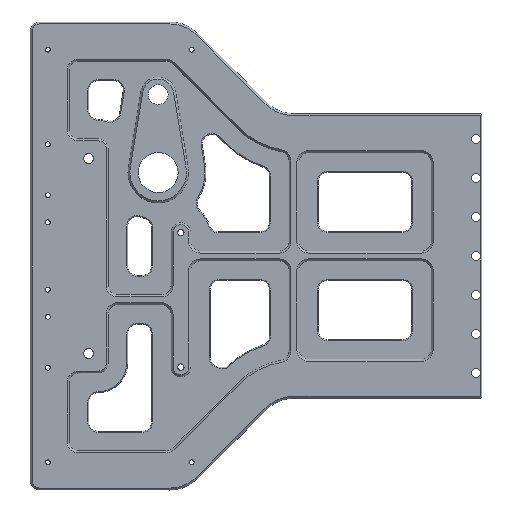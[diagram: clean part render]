
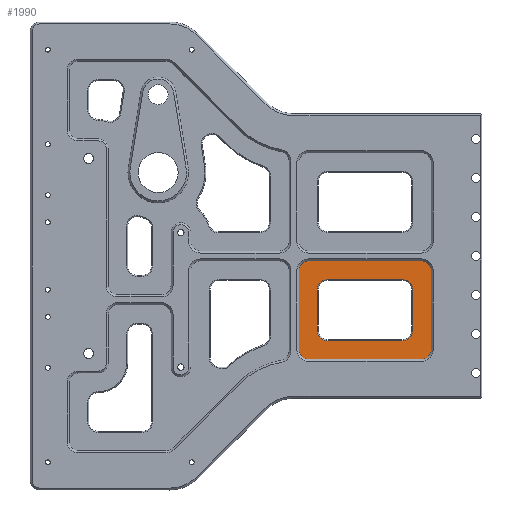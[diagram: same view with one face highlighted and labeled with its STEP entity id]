
A CAD part, top view. The second image highlights one B-rep face of the part: STEP entity #1990.
In plain terms, the highlighted planar face has unit normal (0, 0, 1).
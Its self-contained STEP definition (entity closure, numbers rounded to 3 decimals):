
#407 = ORIENTED_EDGE ( 'NONE', *, *, #6294, .T. ) ;
#449 = VERTEX_POINT ( 'NONE', #11209 ) ;
#493 = DIRECTION ( 'NONE',  ( 0., 0., 1. ) ) ;
#553 = VERTEX_POINT ( 'NONE', #8739 ) ;
#688 = CARTESIAN_POINT ( 'NONE',  ( -36.5, 112.5, -4. ) ) ;
#932 = CARTESIAN_POINT ( 'NONE',  ( -46.5, 108., -4. ) ) ;
#961 = ORIENTED_EDGE ( 'NONE', *, *, #3271, .T. ) ;
#1015 = VERTEX_POINT ( 'NONE', #7899 ) ;
#1099 = ORIENTED_EDGE ( 'NONE', *, *, #12799, .T. ) ;
#1213 = EDGE_CURVE ( 'NONE', #15534, #1015, #17784, .T. ) ;
#1244 = CARTESIAN_POINT ( 'NONE',  ( -46.5, 108., -4. ) ) ;
#1252 = EDGE_CURVE ( 'NONE', #15835, #15472, #1396, .T. ) ;
#1372 = DIRECTION ( 'NONE',  ( 1., 0., 0. ) ) ;
#1396 = LINE ( 'NONE', #5967, #12670 ) ;
#1530 = CARTESIAN_POINT ( 'NONE',  ( -101.892, 213., -4. ) ) ;
#1586 = ORIENTED_EDGE ( 'NONE', *, *, #3880, .T. ) ;
#1649 = AXIS2_PLACEMENT_3D ( 'NONE', #10247, #6094, #11652 ) ;
#1751 = DIRECTION ( 'NONE',  ( 0., -1., 0. ) ) ;
#1835 = LINE ( 'NONE', #6045, #15690 ) ;
#1875 = CIRCLE ( 'NONE', #12559, 5.5 ) ;
#1990 = ADVANCED_FACE ( 'NONE', ( #12906, #3056 ), #4213, .T. ) ;
#2119 = DIRECTION ( 'NONE',  ( 1., 0., 0. ) ) ;
#2234 = CARTESIAN_POINT ( 'NONE',  ( -46.5, 82., -4. ) ) ;
#2347 = AXIS2_PLACEMENT_3D ( 'NONE', #2234, #9418, #16916 ) ;
#2382 = VECTOR ( 'NONE', #11555, 1000. ) ;
#2633 = EDGE_CURVE ( 'NONE', #1015, #16870, #18719, .T. ) ;
#2760 = EDGE_LOOP ( 'NONE', ( #5498, #7079, #4223, #11580, #3393, #6780, #1099, #17389 ) ) ;
#2989 = CARTESIAN_POINT ( 'NONE',  ( -94.392, 117.5, -4. ) ) ;
#3056 = FACE_OUTER_BOUND ( 'NONE', #2760, .T. ) ;
#3271 = EDGE_CURVE ( 'NONE', #18369, #15835, #12007, .T. ) ;
#3393 = ORIENTED_EDGE ( 'NONE', *, *, #11736, .T. ) ;
#3608 = LINE ( 'NONE', #6387, #12329 ) ;
#3880 = EDGE_CURVE ( 'NONE', #449, #6612, #1835, .T. ) ;
#4213 = PLANE ( 'NONE',  #14438 ) ;
#4223 = ORIENTED_EDGE ( 'NONE', *, *, #1213, .T. ) ;
#4441 = EDGE_CURVE ( 'NONE', #13266, #8488, #9086, .T. ) ;
#4691 = DIRECTION ( 'NONE',  ( 0., 0., 1. ) ) ;
#4753 = DIRECTION ( 'NONE',  ( 1., 0., 0. ) ) ;
#4843 = DIRECTION ( 'NONE',  ( 1., 0., 0. ) ) ;
#4848 = CARTESIAN_POINT ( 'NONE',  ( -31.5, 117.5, -4. ) ) ;
#5007 = CIRCLE ( 'NONE', #1649, 5.5 ) ;
#5110 = EDGE_CURVE ( 'NONE', #6612, #18182, #13297, .T. ) ;
#5498 = ORIENTED_EDGE ( 'NONE', *, *, #6791, .F. ) ;
#5575 = VECTOR ( 'NONE', #4753, 1000. ) ;
#5867 = CARTESIAN_POINT ( 'NONE',  ( -99.392, 0., -4. ) ) ;
#5967 = CARTESIAN_POINT ( 'NONE',  ( -89.892, 102.5, -4. ) ) ;
#6041 = CARTESIAN_POINT ( 'NONE',  ( -94.392, 72., -4. ) ) ;
#6045 = CARTESIAN_POINT ( 'NONE',  ( -41., 82., -4. ) ) ;
#6094 = DIRECTION ( 'NONE',  ( 0., 0., -1. ) ) ;
#6294 = EDGE_CURVE ( 'NONE', #8561, #449, #1875, .T. ) ;
#6387 = CARTESIAN_POINT ( 'NONE',  ( -101.892, 67., -4. ) ) ;
#6612 = VERTEX_POINT ( 'NONE', #18127 ) ;
#6780 = ORIENTED_EDGE ( 'NONE', *, *, #4441, .T. ) ;
#6791 = EDGE_CURVE ( 'NONE', #18492, #553, #12024, .T. ) ;
#7077 = CARTESIAN_POINT ( 'NONE',  ( -31.5, 72., -4. ) ) ;
#7079 = ORIENTED_EDGE ( 'NONE', *, *, #14424, .T. ) ;
#7247 = ORIENTED_EDGE ( 'NONE', *, *, #5110, .T. ) ;
#7331 = AXIS2_PLACEMENT_3D ( 'NONE', #688, #493, #2119 ) ;
#7450 = AXIS2_PLACEMENT_3D ( 'NONE', #6041, #4691, #16244 ) ;
#7899 = CARTESIAN_POINT ( 'NONE',  ( -99.392, 72., -4. ) ) ;
#8082 = CARTESIAN_POINT ( 'NONE',  ( -84.392, 76.5, -4. ) ) ;
#8140 = ORIENTED_EDGE ( 'NONE', *, *, #11646, .T. ) ;
#8243 = EDGE_CURVE ( 'NONE', #8604, #553, #18289, .T. ) ;
#8307 = DIRECTION ( 'NONE',  ( 1., 0., 0. ) ) ;
#8488 = VERTEX_POINT ( 'NONE', #7077 ) ;
#8561 = VERTEX_POINT ( 'NONE', #1244 ) ;
#8586 = CARTESIAN_POINT ( 'NONE',  ( -36.5, 72., -4. ) ) ;
#8604 = VERTEX_POINT ( 'NONE', #18805 ) ;
#8739 = CARTESIAN_POINT ( 'NONE',  ( -36.5, 117.5, -4. ) ) ;
#8815 = CARTESIAN_POINT ( 'NONE',  ( -84.392, 108., -4. ) ) ;
#8866 = DIRECTION ( 'NONE',  ( 1., 0., 0. ) ) ;
#9086 = CIRCLE ( 'NONE', #15763, 5. ) ;
#9418 = DIRECTION ( 'NONE',  ( 0., 0., -1. ) ) ;
#9571 = DIRECTION ( 'NONE',  ( 0., 0., 1. ) ) ;
#9740 = CARTESIAN_POINT ( 'NONE',  ( -94.392, 67., -4. ) ) ;
#10139 = EDGE_CURVE ( 'NONE', #18839, #8561, #12575, .T. ) ;
#10247 = CARTESIAN_POINT ( 'NONE',  ( -84.392, 102.5, -4. ) ) ;
#10306 = DIRECTION ( 'NONE',  ( 0., 0., 1. ) ) ;
#11085 = CARTESIAN_POINT ( 'NONE',  ( -84.392, 82., -4. ) ) ;
#11209 = CARTESIAN_POINT ( 'NONE',  ( -41., 102.5, -4. ) ) ;
#11362 = DIRECTION ( 'NONE',  ( 0., 0., -1. ) ) ;
#11373 = LINE ( 'NONE', #17173, #2382 ) ;
#11555 = DIRECTION ( 'NONE',  ( -1., 0., 0. ) ) ;
#11578 = DIRECTION ( 'NONE',  ( 0., 0., -1. ) ) ;
#11580 = ORIENTED_EDGE ( 'NONE', *, *, #2633, .T. ) ;
#11646 = EDGE_CURVE ( 'NONE', #15472, #18839, #5007, .T. ) ;
#11652 = DIRECTION ( 'NONE',  ( 1., 0., 0. ) ) ;
#11736 = EDGE_CURVE ( 'NONE', #16870, #13266, #3608, .T. ) ;
#12007 = CIRCLE ( 'NONE', #18398, 5.5 ) ;
#12024 = LINE ( 'NONE', #4848, #5575 ) ;
#12207 = DIRECTION ( 'NONE',  ( 0., 1., 0. ) ) ;
#12329 = VECTOR ( 'NONE', #4843, 1000. ) ;
#12392 = DIRECTION ( 'NONE',  ( 1., 0., 0. ) ) ;
#12500 = CARTESIAN_POINT ( 'NONE',  ( -94.392, 112.5, -4. ) ) ;
#12559 = AXIS2_PLACEMENT_3D ( 'NONE', #17195, #11578, #1372 ) ;
#12570 = EDGE_CURVE ( 'NONE', #18182, #18369, #11373, .T. ) ;
#12575 = LINE ( 'NONE', #932, #12618 ) ;
#12579 = CARTESIAN_POINT ( 'NONE',  ( -89.892, 82., -4. ) ) ;
#12618 = VECTOR ( 'NONE', #12392, 1000. ) ;
#12670 = VECTOR ( 'NONE', #17501, 1000. ) ;
#12799 = EDGE_CURVE ( 'NONE', #8488, #8604, #16491, .T. ) ;
#12906 = FACE_BOUND ( 'NONE', #17883, .T. ) ;
#13126 = CARTESIAN_POINT ( 'NONE',  ( -46.5, 76.5, -4. ) ) ;
#13266 = VERTEX_POINT ( 'NONE', #15987 ) ;
#13297 = CIRCLE ( 'NONE', #2347, 5.5 ) ;
#13376 = ORIENTED_EDGE ( 'NONE', *, *, #1252, .T. ) ;
#13940 = DIRECTION ( 'NONE',  ( 1., 0., 0. ) ) ;
#14424 = EDGE_CURVE ( 'NONE', #18492, #15534, #14917, .T. ) ;
#14438 = AXIS2_PLACEMENT_3D ( 'NONE', #1530, #14707, #15853 ) ;
#14567 = DIRECTION ( 'NONE',  ( 0., -1., 0. ) ) ;
#14707 = DIRECTION ( 'NONE',  ( 0., 0., 1. ) ) ;
#14917 = CIRCLE ( 'NONE', #17039, 5. ) ;
#15077 = CARTESIAN_POINT ( 'NONE',  ( -31.5, 67., -4. ) ) ;
#15095 = VECTOR ( 'NONE', #14567, 1000. ) ;
#15472 = VERTEX_POINT ( 'NONE', #16408 ) ;
#15534 = VERTEX_POINT ( 'NONE', #15547 ) ;
#15547 = CARTESIAN_POINT ( 'NONE',  ( -99.392, 112.5, -4. ) ) ;
#15690 = VECTOR ( 'NONE', #1751, 1000. ) ;
#15763 = AXIS2_PLACEMENT_3D ( 'NONE', #8586, #10306, #8866 ) ;
#15835 = VERTEX_POINT ( 'NONE', #12579 ) ;
#15853 = DIRECTION ( 'NONE',  ( 1., 0., 0. ) ) ;
#15987 = CARTESIAN_POINT ( 'NONE',  ( -36.5, 67., -4. ) ) ;
#16244 = DIRECTION ( 'NONE',  ( 1., 0., 0. ) ) ;
#16408 = CARTESIAN_POINT ( 'NONE',  ( -89.892, 102.5, -4. ) ) ;
#16491 = LINE ( 'NONE', #15077, #18832 ) ;
#16859 = ORIENTED_EDGE ( 'NONE', *, *, #10139, .T. ) ;
#16870 = VERTEX_POINT ( 'NONE', #9740 ) ;
#16916 = DIRECTION ( 'NONE',  ( 1., 0., 0. ) ) ;
#17039 = AXIS2_PLACEMENT_3D ( 'NONE', #12500, #9571, #8307 ) ;
#17173 = CARTESIAN_POINT ( 'NONE',  ( -84.392, 76.5, -4. ) ) ;
#17195 = CARTESIAN_POINT ( 'NONE',  ( -46.5, 102.5, -4. ) ) ;
#17389 = ORIENTED_EDGE ( 'NONE', *, *, #8243, .T. ) ;
#17501 = DIRECTION ( 'NONE',  ( 0., 1., 0. ) ) ;
#17784 = LINE ( 'NONE', #5867, #15095 ) ;
#17852 = ORIENTED_EDGE ( 'NONE', *, *, #12570, .T. ) ;
#17883 = EDGE_LOOP ( 'NONE', ( #16859, #407, #1586, #7247, #17852, #961, #13376, #8140 ) ) ;
#18127 = CARTESIAN_POINT ( 'NONE',  ( -41., 82., -4. ) ) ;
#18182 = VERTEX_POINT ( 'NONE', #13126 ) ;
#18289 = CIRCLE ( 'NONE', #7331, 5. ) ;
#18369 = VERTEX_POINT ( 'NONE', #8082 ) ;
#18398 = AXIS2_PLACEMENT_3D ( 'NONE', #11085, #11362, #13940 ) ;
#18492 = VERTEX_POINT ( 'NONE', #2989 ) ;
#18719 = CIRCLE ( 'NONE', #7450, 5. ) ;
#18805 = CARTESIAN_POINT ( 'NONE',  ( -31.5, 112.5, -4. ) ) ;
#18832 = VECTOR ( 'NONE', #12207, 1000. ) ;
#18839 = VERTEX_POINT ( 'NONE', #8815 ) ;
